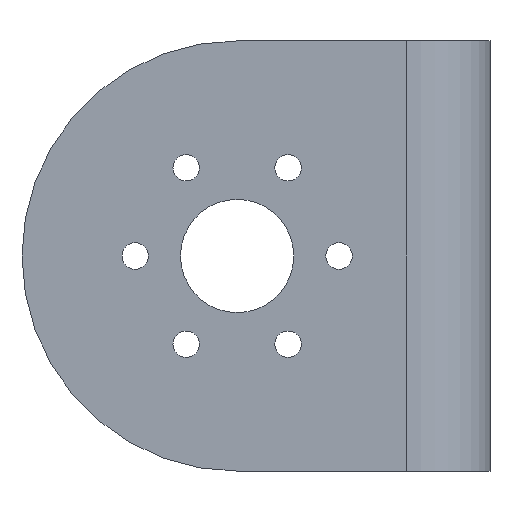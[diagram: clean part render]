
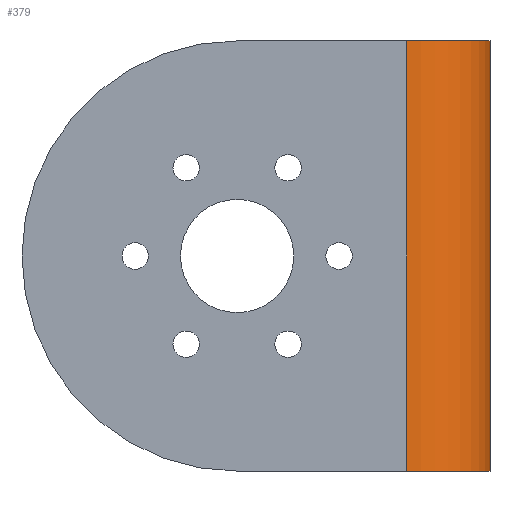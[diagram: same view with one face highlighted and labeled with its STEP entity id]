
A CAD part, front view. The second image highlights one B-rep face of the part: STEP entity #379.
In plain terms, the highlighted cylindrical face has radius 11 mm (diameter 22 mm), a partial arc.
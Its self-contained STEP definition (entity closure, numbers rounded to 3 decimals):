
#38 = DIRECTION ( 'NONE',  ( 0., 0., -1. ) ) ;
#47 = CARTESIAN_POINT ( 'NONE',  ( 22.5, 0., 28.5 ) ) ;
#129 = EDGE_CURVE ( 'NONE', #441, #1125, #1233, .T. ) ;
#139 = CARTESIAN_POINT ( 'NONE',  ( 22.5, 11., 0. ) ) ;
#166 = CARTESIAN_POINT ( 'NONE',  ( 33.5, 11., -28.5 ) ) ;
#227 = EDGE_CURVE ( 'NONE', #625, #1596, #830, .T. ) ;
#265 = DIRECTION ( 'NONE',  ( 0., 0., -1. ) ) ;
#267 = DIRECTION ( 'NONE',  ( 0., 0., -1. ) ) ;
#286 = DIRECTION ( 'NONE',  ( 0., 0., 1. ) ) ;
#371 = AXIS2_PLACEMENT_3D ( 'NONE', #1435, #265, #1569 ) ;
#379 = ADVANCED_FACE ( 'NONE', ( #380 ), #1016, .T. ) ;
#380 = FACE_OUTER_BOUND ( 'NONE', #888, .T. ) ;
#441 = VERTEX_POINT ( 'NONE', #1676 ) ;
#449 = DIRECTION ( 'NONE',  ( 0., 0., 1. ) ) ;
#625 = VERTEX_POINT ( 'NONE', #1356 ) ;
#645 = DIRECTION ( 'NONE',  ( -1., 0., 0. ) ) ;
#696 = ORIENTED_EDGE ( 'NONE', *, *, #1493, .F. ) ;
#830 = LINE ( 'NONE', #166, #1657 ) ;
#858 = DIRECTION ( 'NONE',  ( -1., 0., 0. ) ) ;
#888 = EDGE_LOOP ( 'NONE', ( #696, #1299, #993, #1212 ) ) ;
#993 = ORIENTED_EDGE ( 'NONE', *, *, #1579, .F. ) ;
#995 = VECTOR ( 'NONE', #286, 1000. ) ;
#1016 = CYLINDRICAL_SURFACE ( 'NONE', #1351, 11. ) ;
#1104 = CARTESIAN_POINT ( 'NONE',  ( 33.5, 11., -28.5 ) ) ;
#1125 = VERTEX_POINT ( 'NONE', #47 ) ;
#1145 = CARTESIAN_POINT ( 'NONE',  ( 22.5, 11., 28.5 ) ) ;
#1197 = CIRCLE ( 'NONE', #371, 11. ) ;
#1212 = ORIENTED_EDGE ( 'NONE', *, *, #129, .F. ) ;
#1233 = LINE ( 'NONE', #1347, #995 ) ;
#1255 = AXIS2_PLACEMENT_3D ( 'NONE', #1145, #449, #858 ) ;
#1299 = ORIENTED_EDGE ( 'NONE', *, *, #227, .F. ) ;
#1347 = CARTESIAN_POINT ( 'NONE',  ( 22.5, 0., 28.5 ) ) ;
#1351 = AXIS2_PLACEMENT_3D ( 'NONE', #139, #267, #645 ) ;
#1356 = CARTESIAN_POINT ( 'NONE',  ( 33.5, 11., 28.5 ) ) ;
#1435 = CARTESIAN_POINT ( 'NONE',  ( 22.5, 11., -28.5 ) ) ;
#1493 = EDGE_CURVE ( 'NONE', #1596, #441, #1197, .T. ) ;
#1569 = DIRECTION ( 'NONE',  ( -1., 0., 0. ) ) ;
#1579 = EDGE_CURVE ( 'NONE', #1125, #625, #1694, .T. ) ;
#1596 = VERTEX_POINT ( 'NONE', #1104 ) ;
#1657 = VECTOR ( 'NONE', #38, 1000. ) ;
#1676 = CARTESIAN_POINT ( 'NONE',  ( 22.5, 0., -28.5 ) ) ;
#1694 = CIRCLE ( 'NONE', #1255, 11. ) ;
